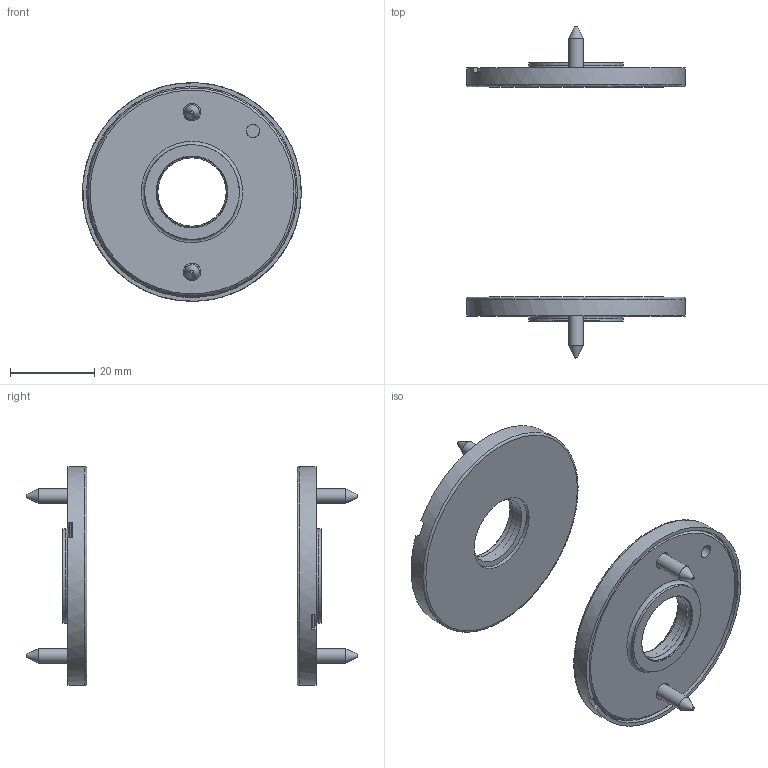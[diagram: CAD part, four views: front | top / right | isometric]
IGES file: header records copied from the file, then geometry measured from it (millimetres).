
Global section: file name: P8010; native system: Autodesk Inventor 2020; preprocessor: unknown; author: PBiran; date: 20190809.115600; units: millimetre
Bounding box: 52 x 78.9 x 51.99 mm (x, y, z)
Volume: 16214.2 mm3; surface area: 22538.6 mm2
Topology: 12 solids, 12 shells, 198 faces, 542 edges, 378 vertices
Faces by surface type: bspline 198
